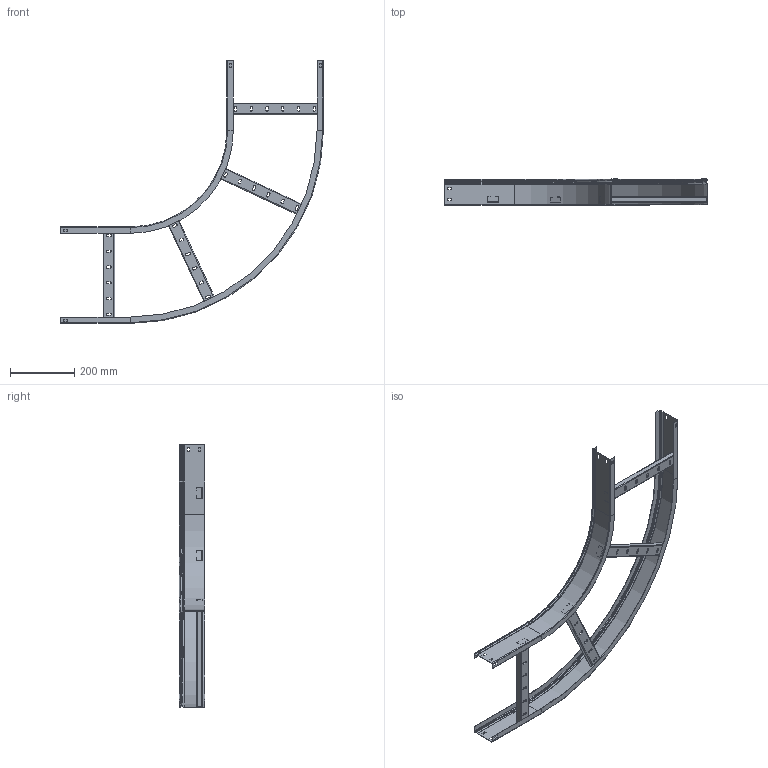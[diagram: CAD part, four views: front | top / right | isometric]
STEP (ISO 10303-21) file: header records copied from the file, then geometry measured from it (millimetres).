
FILE_DESCRIPTION (( 'STEP AP214' ), '1' );
FILE_NAME ('CPG04-4--06.STEP', '2021-03-08T15:40:13', ( '' ), ( '' ), 'SwSTEP 2.0', 'SolidWorks 2017', '' );
FILE_SCHEMA (( 'AUTOMOTIVE_DESIGN' ));
Length unit declared in the file: millimetre
Products named in the file (4): ÊÈÂÀ 095.00.02 Ïëàíêà ïîïåðå÷íàÿ_00_-02; 岓臍 195.05.01 呧翲歑鍙 摳賧禖嶱00_-01; CPG04-4--06; 嗜吕 195.05.02 祟礞屦铐 铗忮蝽_01_-06
Assembly tree (6 placements, depth 2):
  CPG04-4--06
    岓臍 195.05.01 呧翲歑鍙 摳賧禖嶱00_-01
    ÊÈÂÀ 095.00.02 Ïëàíêà ïîïåðå÷íàÿ_00_-02  x4
    嗜吕 195.05.02 祟礞屦铐 铗忮蝽_01_-06
Bounding box: 817 x 80 x 817 mm (x, y, z)
Volume: 441479.1 mm3; surface area: 747089.5 mm2
Topology: 6 solids, 6 shells, 486 faces, 1114 edges, 640 vertices
Faces by surface type: plane 320, cylinder 136, torus 22, cone 8
Entity records: 8282 total; most frequent: DIRECTION 1466, CARTESIAN_POINT 1355, ORIENTED_EDGE 1340, EDGE_CURVE 670, LINE 492, VECTOR 492, AXIS2_PLACEMENT_3D 487, VERTEX_POINT 376
